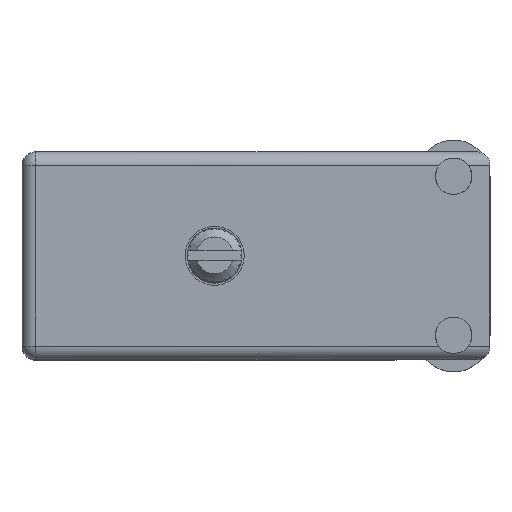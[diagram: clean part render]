
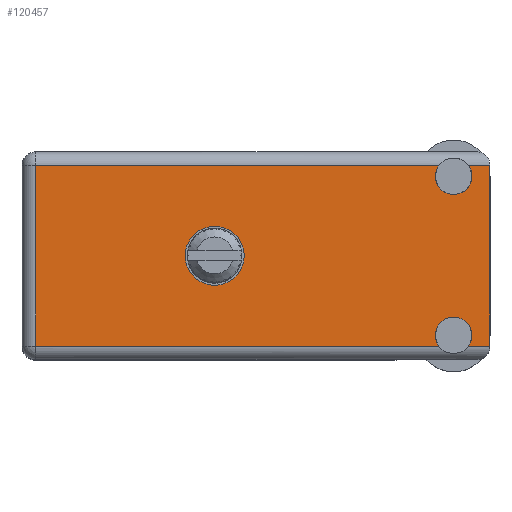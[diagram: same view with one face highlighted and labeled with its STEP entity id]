
A CAD part, top view. The second image highlights one B-rep face of the part: STEP entity #120457.
In plain terms, the highlighted face is planar.
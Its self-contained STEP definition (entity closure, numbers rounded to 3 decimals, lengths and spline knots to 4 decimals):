
#1412 = DIRECTION ( 'NONE',  ( 0., 0., 1. ) ) ;
#2324 = CIRCLE ( 'NONE', #13885, 0.1015 ) ;
#3792 = CARTESIAN_POINT ( 'NONE',  ( 1.4336, 0.906, -0.047 ) ) ;
#4487 = EDGE_LOOP ( 'NONE', ( #139649, #188620, #53552, #96590, #122803, #79494, #56706, #33819, #114962, #29927 ) ) ;
#9228 = CARTESIAN_POINT ( 'NONE',  ( 1.609, 0.906, -0.047 ) ) ;
#11105 = DIRECTION ( 'NONE',  ( -1., 0., 0. ) ) ;
#12841 = CARTESIAN_POINT ( 'NONE',  ( 1.484, 0.906, -0.631 ) ) ;
#13885 = AXIS2_PLACEMENT_3D ( 'NONE', #91490, #62004, #90175 ) ;
#14838 = CIRCLE ( 'NONE', #22595, 0.0625 ) ;
#21473 = VERTEX_POINT ( 'NONE', #31658 ) ;
#22595 = AXIS2_PLACEMENT_3D ( 'NONE', #12841, #106014, #152905 ) ;
#23199 = CARTESIAN_POINT ( 'NONE',  ( 1.609, 0.906, -0.047 ) ) ;
#29927 = ORIENTED_EDGE ( 'NONE', *, *, #89701, .T. ) ;
#31658 = CARTESIAN_POINT ( 'NONE',  ( 1.5344, 0.906, -0.047 ) ) ;
#33428 = DIRECTION ( 'NONE',  ( 0., 0., 1. ) ) ;
#33819 = ORIENTED_EDGE ( 'NONE', *, *, #154135, .F. ) ;
#34093 = CARTESIAN_POINT ( 'NONE',  ( 1.484, 0.906, -0.084 ) ) ;
#34781 = VERTEX_POINT ( 'NONE', #75563 ) ;
#37175 = CIRCLE ( 'NONE', #39396, 0.0625 ) ;
#39396 = AXIS2_PLACEMENT_3D ( 'NONE', #34093, #170243, #33428 ) ;
#41282 = EDGE_CURVE ( 'NONE', #106109, #100123, #195298, .T. ) ;
#43504 = CARTESIAN_POINT ( 'NONE',  ( 1.484, 0.906, -0.1465 ) ) ;
#44869 = EDGE_CURVE ( 'NONE', #34781, #53340, #74821, .T. ) ;
#45712 = EDGE_CURVE ( 'NONE', #77308, #189866, #120202, .T. ) ;
#47564 = DIRECTION ( 'NONE',  ( 0., 0., 1. ) ) ;
#48355 = CARTESIAN_POINT ( 'NONE',  ( 0.047, 0.906, -0.715 ) ) ;
#52684 = VECTOR ( 'NONE', #173612, 39.3701 ) ;
#53340 = VERTEX_POINT ( 'NONE', #145573 ) ;
#53552 = ORIENTED_EDGE ( 'NONE', *, *, #148232, .F. ) ;
#56706 = ORIENTED_EDGE ( 'NONE', *, *, #44869, .F. ) ;
#58189 = VERTEX_POINT ( 'NONE', #92708 ) ;
#61350 = VECTOR ( 'NONE', #130500, 39.3701 ) ;
#62004 = DIRECTION ( 'NONE',  ( 0., 1., 0. ) ) ;
#62457 = DIRECTION ( 'NONE',  ( 0., 1., 0. ) ) ;
#68849 = CARTESIAN_POINT ( 'NONE',  ( 1.609, 0.906, 0. ) ) ;
#69456 = LINE ( 'NONE', #196056, #74342 ) ;
#69836 = FACE_BOUND ( 'NONE', #181420, .T. ) ;
#69971 = DIRECTION ( 'NONE',  ( 0., 1., 0. ) ) ;
#72381 = AXIS2_PLACEMENT_3D ( 'NONE', #183669, #170221, #47564 ) ;
#72611 = EDGE_CURVE ( 'NONE', #140365, #185716, #37175, .T. ) ;
#74135 = EDGE_CURVE ( 'NONE', #152744, #185716, #102086, .T. ) ;
#74342 = VECTOR ( 'NONE', #11105, 39.3701 ) ;
#74821 = CIRCLE ( 'NONE', #104636, 0.0625 ) ;
#75563 = CARTESIAN_POINT ( 'NONE',  ( 1.484, 0.906, -0.5685 ) ) ;
#77308 = VERTEX_POINT ( 'NONE', #78472 ) ;
#78472 = CARTESIAN_POINT ( 'NONE',  ( 1.4336, 0.906, -0.668 ) ) ;
#79485 = CIRCLE ( 'NONE', #148948, 0.0625 ) ;
#79494 = ORIENTED_EDGE ( 'NONE', *, *, #121720, .T. ) ;
#80904 = EDGE_CURVE ( 'NONE', #161562, #58189, #139151, .T. ) ;
#84922 = VECTOR ( 'NONE', #174738, 39.3701 ) ;
#89701 = EDGE_CURVE ( 'NONE', #189866, #152744, #186890, .T. ) ;
#90175 = DIRECTION ( 'NONE',  ( 0., 0., 1. ) ) ;
#91490 = CARTESIAN_POINT ( 'NONE',  ( 0.6625, 0.906, -0.3575 ) ) ;
#92708 = CARTESIAN_POINT ( 'NONE',  ( 0.6625, 0.906, -0.459 ) ) ;
#96590 = ORIENTED_EDGE ( 'NONE', *, *, #161422, .T. ) ;
#100123 = VERTEX_POINT ( 'NONE', #9228 ) ;
#102086 = LINE ( 'NONE', #23199, #61350 ) ;
#104636 = AXIS2_PLACEMENT_3D ( 'NONE', #108705, #62457, #1412 ) ;
#106014 = DIRECTION ( 'NONE',  ( 0., 1., 0. ) ) ;
#106109 = VERTEX_POINT ( 'NONE', #129248 ) ;
#108705 = CARTESIAN_POINT ( 'NONE',  ( 1.484, 0.906, -0.631 ) ) ;
#114962 = ORIENTED_EDGE ( 'NONE', *, *, #45712, .T. ) ;
#120202 = LINE ( 'NONE', #195967, #134574 ) ;
#120457 = ADVANCED_FACE ( 'NONE', ( #69836, #177718 ), #184974, .T. ) ;
#121720 = EDGE_CURVE ( 'NONE', #106109, #53340, #69456, .T. ) ;
#122803 = ORIENTED_EDGE ( 'NONE', *, *, #41282, .F. ) ;
#129248 = CARTESIAN_POINT ( 'NONE',  ( 1.609, 0.906, -0.668 ) ) ;
#130500 = DIRECTION ( 'NONE',  ( 1., 0., 0. ) ) ;
#132293 = CARTESIAN_POINT ( 'NONE',  ( 0.6625, 0.906, -0.3575 ) ) ;
#134574 = VECTOR ( 'NONE', #134995, 39.3701 ) ;
#134966 = DIRECTION ( 'NONE',  ( 1., 0., 0. ) ) ;
#134995 = DIRECTION ( 'NONE',  ( -1., 0., 0. ) ) ;
#139151 = CIRCLE ( 'NONE', #144856, 0.1015 ) ;
#139649 = ORIENTED_EDGE ( 'NONE', *, *, #74135, .T. ) ;
#140076 = CARTESIAN_POINT ( 'NONE',  ( 1.484, 0.906, -0.084 ) ) ;
#140365 = VERTEX_POINT ( 'NONE', #43504 ) ;
#144856 = AXIS2_PLACEMENT_3D ( 'NONE', #132293, #69971, #149047 ) ;
#145573 = CARTESIAN_POINT ( 'NONE',  ( 1.5344, 0.906, -0.668 ) ) ;
#148232 = EDGE_CURVE ( 'NONE', #21473, #140365, #79485, .T. ) ;
#148948 = AXIS2_PLACEMENT_3D ( 'NONE', #140076, #185672, #186320 ) ;
#149047 = DIRECTION ( 'NONE',  ( 0., 0., 1. ) ) ;
#152744 = VERTEX_POINT ( 'NONE', #190674 ) ;
#152905 = DIRECTION ( 'NONE',  ( 0., 0., 1. ) ) ;
#154135 = EDGE_CURVE ( 'NONE', #77308, #34781, #14838, .T. ) ;
#158336 = ORIENTED_EDGE ( 'NONE', *, *, #80904, .F. ) ;
#160176 = EDGE_CURVE ( 'NONE', #58189, #161562, #2324, .T. ) ;
#161422 = EDGE_CURVE ( 'NONE', #21473, #100123, #165048, .T. ) ;
#161562 = VERTEX_POINT ( 'NONE', #177064 ) ;
#165048 = LINE ( 'NONE', #197935, #174700 ) ;
#170221 = DIRECTION ( 'NONE',  ( 0., 1., 0. ) ) ;
#170243 = DIRECTION ( 'NONE',  ( 0., 1., 0. ) ) ;
#170959 = CARTESIAN_POINT ( 'NONE',  ( 0.047, 0.906, -0.668 ) ) ;
#173612 = DIRECTION ( 'NONE',  ( 0., 0., 1. ) ) ;
#174700 = VECTOR ( 'NONE', #134966, 39.3701 ) ;
#174738 = DIRECTION ( 'NONE',  ( 0., 0., 1. ) ) ;
#177064 = CARTESIAN_POINT ( 'NONE',  ( 0.6625, 0.906, -0.256 ) ) ;
#177718 = FACE_OUTER_BOUND ( 'NONE', #4487, .T. ) ;
#181420 = EDGE_LOOP ( 'NONE', ( #158336, #188243 ) ) ;
#183669 = CARTESIAN_POINT ( 'NONE',  ( 0., 0.906, -0.715 ) ) ;
#184974 = PLANE ( 'NONE',  #72381 ) ;
#185672 = DIRECTION ( 'NONE',  ( 0., 1., 0. ) ) ;
#185716 = VERTEX_POINT ( 'NONE', #3792 ) ;
#186320 = DIRECTION ( 'NONE',  ( 0., 0., 1. ) ) ;
#186890 = LINE ( 'NONE', #48355, #52684 ) ;
#188243 = ORIENTED_EDGE ( 'NONE', *, *, #160176, .F. ) ;
#188620 = ORIENTED_EDGE ( 'NONE', *, *, #72611, .F. ) ;
#189866 = VERTEX_POINT ( 'NONE', #170959 ) ;
#190674 = CARTESIAN_POINT ( 'NONE',  ( 0.047, 0.906, -0.047 ) ) ;
#195298 = LINE ( 'NONE', #68849, #84922 ) ;
#195967 = CARTESIAN_POINT ( 'NONE',  ( 0., 0.906, -0.668 ) ) ;
#196056 = CARTESIAN_POINT ( 'NONE',  ( 0., 0.906, -0.668 ) ) ;
#197935 = CARTESIAN_POINT ( 'NONE',  ( 1.609, 0.906, -0.047 ) ) ;
